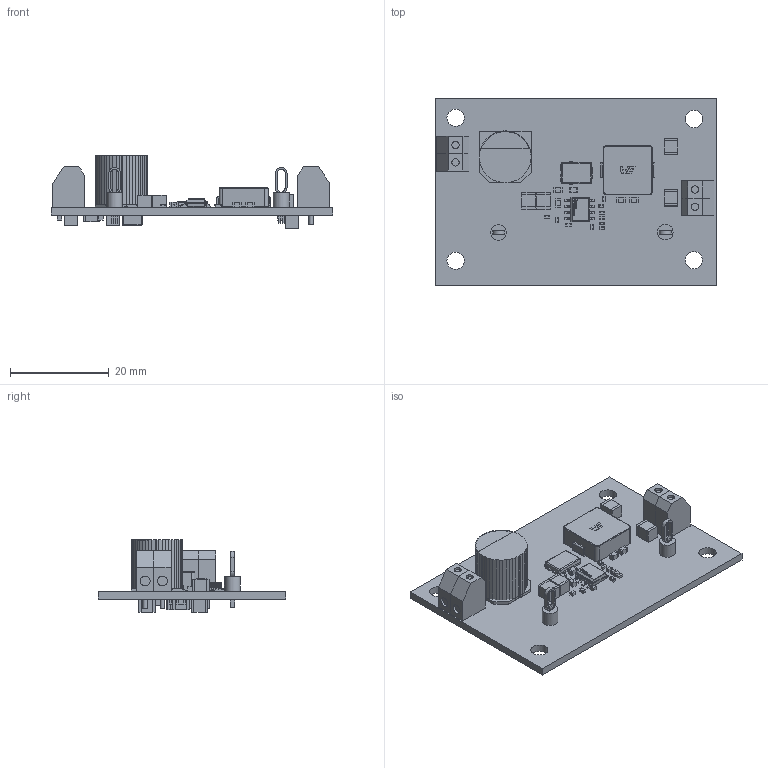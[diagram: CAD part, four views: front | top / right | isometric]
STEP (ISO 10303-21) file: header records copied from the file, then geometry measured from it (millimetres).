
FILE_DESCRIPTION(('Open CASCADE Model'),'2;1');
FILE_NAME('Open CASCADE Shape Model','2022-10-06T11:50:17',('Author'),( 'Open CASCADE'),'Open CASCADE STEP processor 6.8','Open CASCADE 6.8' ,'Unknown');
FILE_SCHEMA(('AUTOMOTIVE_DESIGN { 1 0 10303 214 1 1 1 1 }'));
Length unit declared in the file: millimetre
Products named in the file (115): PCB; Board; L1; Ind_74437368220_SMT_IND_10MM0_10MM0; body; terminals; logo; C1; 6064709760; Extruded; 6064709568; R10; 6064708992; 6064708800; C12; 6064707264; 6064707072; C15; 6064710144; 6064709952; C14; R9; 6064708608; 6064708416; R7; C8; 6064708224; 6064708032; C3; 5710001920; Terminal; Open_CASCADE_STEP_translator_6.8_18.1.1; Open_CASCADE_STEP_translator_6.8_18.1.2; Mid_Body; Open_CASCADE_STEP_translator_6.8_18.2.1; R5; R6; C16; Cap_CL05C560JB5NNNC_0402_(1005_Metric); C4 ...
Assembly tree (173 placements, depth 5):
  PCB
    Board
    L1
      Ind_74437368220_SMT_IND_10MM0_10MM0
        body
        terminals
        logo
    C1
      6064709760  x2
        Extruded
      6064709568
        Extruded
    R10
      6064708992  x2
        Extruded
      6064708800
        Extruded
    C12
      6064707264  x2
        Extruded
      6064707072
        Extruded
    C15
      6064710144  x2
        Extruded
      6064709952
        Extruded
    C14
      6064710144  x2
        Extruded
      6064709952
        Extruded
    R9
      6064708608  x2
        Extruded
      6064708416
        Extruded
    R7
      6064708992  x2
        Extruded
      6064708800
        Extruded
    C8
      6064708224  x2
        Extruded
      6064708032
        Extruded
    C3
      5710001920
        Terminal
          Open_CASCADE_STEP_translator_6.8_18.1.1
          Open_CASCADE_STEP_translator_6.8_18.1.2
        Mid_Body
          Open_CASCADE_STEP_translator_6.8_18.2.1
    R5
      6064708992  x2
        Extruded
      6064708800
        Extruded
    R6
Bounding box: 57.15 x 38.1 x 14.78 mm (x, y, z)
Volume: 5783.6 mm3; surface area: 8083.5 mm2
Topology: 147 solids, 147 shells, 1798 faces, 4282 edges, 2762 vertices
Faces by surface type: plane 1246, bspline 253, cylinder 225, sphere 46, torus 20, cone 8
Full cylindrical faces by diameter (mm): 0.9 x4, 1.27 x4, 1.477 x4, 1.6 x2, 1.998 x4, 3.2 x2, 3.5 x4
Entity records: 46014 total; most frequent: CARTESIAN_POINT 11382, ORIENTED_EDGE 6852, DIRECTION 5998, EDGE_CURVE 3426, LINE 2494, VECTOR 2494, VERTEX_POINT 2210, AXIS2_PLACEMENT_3D 1752
